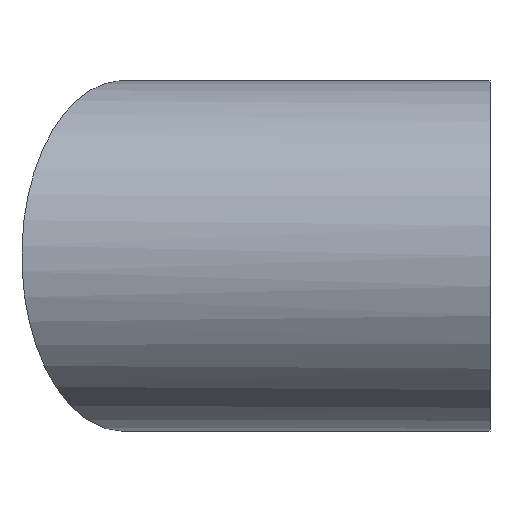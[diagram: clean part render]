
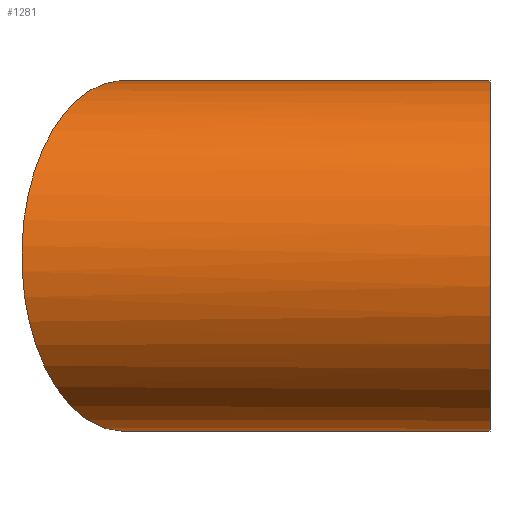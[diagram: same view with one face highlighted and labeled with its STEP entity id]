
A CAD part, left-side view. The second image highlights one B-rep face of the part: STEP entity #1281.
In plain terms, the highlighted cylindrical face has radius 100 mm (diameter 200 mm), a full revolution.
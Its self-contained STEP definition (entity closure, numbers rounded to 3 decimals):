
#1281 = ADVANCED_FACE( '', ( #2920, #2921 ), #2922, .T. );
#2920 = FACE_OUTER_BOUND( '', #5253, .T. );
#2921 = FACE_OUTER_BOUND( '', #5254, .T. );
#2922 = CYLINDRICAL_SURFACE( '', #5255, 100. );
#5253 = EDGE_LOOP( '', ( #8952 ) );
#5254 = EDGE_LOOP( '', ( #8953 ) );
#5255 = AXIS2_PLACEMENT_3D( '', #8954, #8955, #8956 );
#8952 = ORIENTED_EDGE( '', *, *, #14607, .T. );
#8953 = ORIENTED_EDGE( '', *, *, #14176, .F. );
#8954 = CARTESIAN_POINT( '', ( 0., 0., 0. ) );
#8955 = DIRECTION( '', ( 0., 1., 0. ) );
#8956 = DIRECTION( '', ( 0., 0., -1. ) );
#14176 = EDGE_CURVE( '', #17410, #17410, #17411, .T. );
#14607 = EDGE_CURVE( '', #18105, #18105, #18106, .F. );
#17410 = VERTEX_POINT( '', #22018 );
#17411 = CIRCLE( '', #22019, 100. );
#18105 = VERTEX_POINT( '', #23042 );
#18106 = ELLIPSE( '', #23043, 115.47, 100. );
#22018 = CARTESIAN_POINT( '', ( 0., 0., -100. ) );
#22019 = AXIS2_PLACEMENT_3D( '', #26523, #26524, #26525 );
#23042 = CARTESIAN_POINT( '', ( 100., 151.732, 0. ) );
#23043 = AXIS2_PLACEMENT_3D( '', #26858, #26859, #26860 );
#26523 = CARTESIAN_POINT( '', ( 0., 0., 0. ) );
#26524 = DIRECTION( '', ( 0., -1., 0. ) );
#26525 = DIRECTION( '', ( 0., 0., -1. ) );
#26858 = CARTESIAN_POINT( '', ( 0., 209.467, 0. ) );
#26859 = DIRECTION( '', ( 0.5, 0.866, 0. ) );
#26860 = DIRECTION( '', ( 0.866, -0.5, 0. ) );
